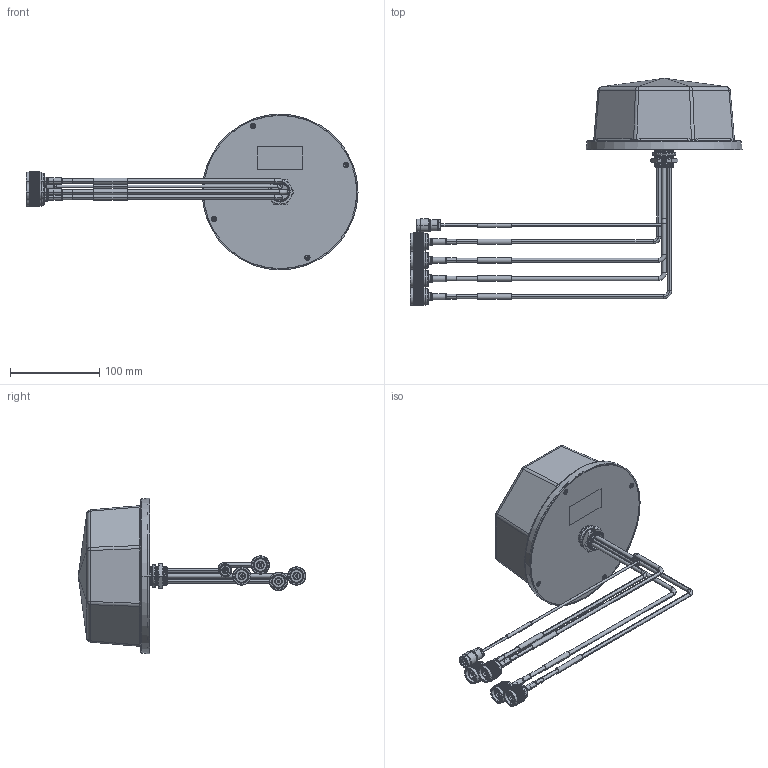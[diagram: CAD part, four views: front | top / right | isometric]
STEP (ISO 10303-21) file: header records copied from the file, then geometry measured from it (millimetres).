
FILE_DESCRIPTION (( 'STEP AP214' ), '1' );
FILE_NAME ('FMANOM1132_3D.step', '2023-08-04T23:03:24', ( '' ), ( '' ), 'SwSTEP 2.0', 'SolidWorks 2022', '' );
FILE_SCHEMA (( 'AUTOMOTIVE_DESIGN' ));
Length unit declared in the file: inch
Products named in the file (10): wires^FMANOM1132; CB421YD_02(2)^FMANOM1132; CB421YD_01(2)^FMANOM1132; PE4329_cellular HS^FMANOM1132_CRIMPED; LUOMU_M22(2)^FMANOM1132; KA3X10(2)^FMANOM1132; CB441YD_01(2)^FMANOM1132; FMANOM1132_3D; O-26X3(2)^FMANOM1132; PE4303^FMANOM1132
Assembly tree (15 placements, depth 2):
  FMANOM1132_3D
    CB441YD_01(2)^FMANOM1132
    CB421YD_01(2)^FMANOM1132
    CB421YD_02(2)^FMANOM1132
    KA3X10(2)^FMANOM1132  x4
    O-26X3(2)^FMANOM1132
    LUOMU_M22(2)^FMANOM1132
    wires^FMANOM1132
    PE4303^FMANOM1132
    PE4329_cellular HS^FMANOM1132_CRIMPED  x4
Bounding box: 372.83 x 255.33 x 175 mm (x, y, z)
Volume: 229489.4 mm3; surface area: 216162.3 mm2
Topology: 19 solids, 23 shells, 10443 faces, 22667 edges, 12328 vertices
Faces by surface type: bspline 7290, cylinder 2485, plane 311, cone 223, torus 126, sphere 8
Entity records: 119713 total; most frequent: CARTESIAN_POINT 74789, ORIENTED_EDGE 13022, EDGE_CURVE 6511, DIRECTION 4353, VERTEX_POINT 3598, EDGE_LOOP 3033, FACE_OUTER_BOUND 2979, ADVANCED_FACE 2979
